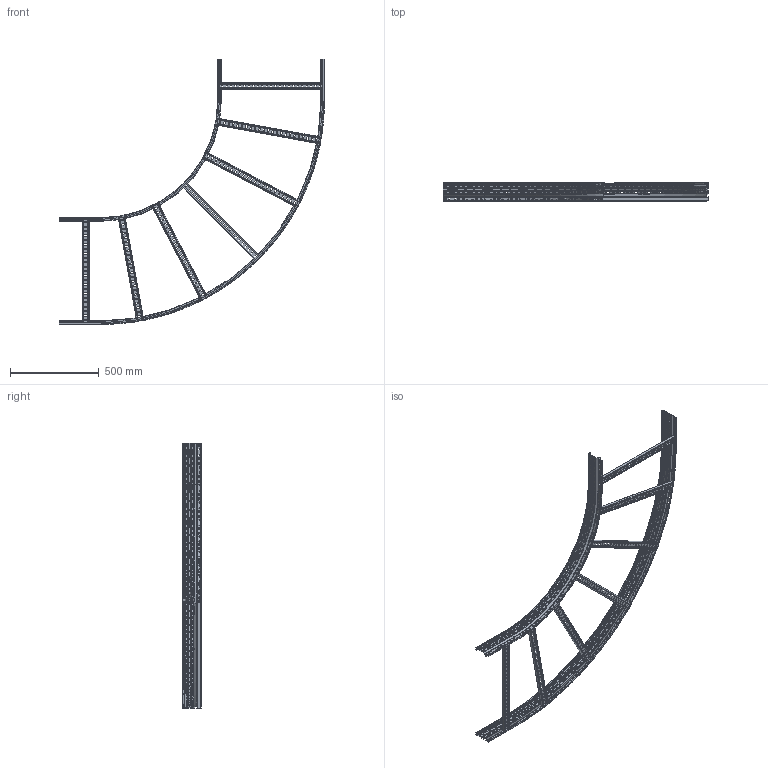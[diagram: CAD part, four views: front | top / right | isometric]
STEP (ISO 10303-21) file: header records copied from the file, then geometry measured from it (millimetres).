
FILE_DESCRIPTION (( 'STEP AP203' ), '1' );
FILE_NAME ('ULD616 (R660).STEP', '2015-03-30T12:58:56', ( '' ), ( '' ), 'SwSTEP 2.0', 'SolidWorks 2014', '' );
FILE_SCHEMA (( 'CONFIG_CONTROL_DESIGN' ));
Products named in the file (4): 呧翲歑鍙 碴麔謥臇鴇 100 R660; 呧翲歑鍙  縺賾緱鴇 90 H=100 2擤 R660_600; ULD616 (R660); Traversino 39x19x1.5_1_600:(1,5)
Assembly tree (9 placements, depth 2):
  ULD616 (R660)
    Traversino 39x19x1.5_1_600:(1,5)  x7
    呧翲歑鍙 碴麔謥臇鴇 100 R660
    呧翲歑鍙  縺賾緱鴇 90 H=100 2擤 R660_600
Bounding box: 1493.13 x 102.99 x 1493.13 mm (x, y, z)
Volume: 1777075.6 mm3; surface area: 2053323.5 mm2
Topology: 9 solids, 9 shells, 5534 faces, 15634 edges, 10184 vertices
Faces by surface type: plane 2654, cylinder 2464, bspline 352, torus 56, cone 8
Entity records: 162878 total; most frequent: CARTESIAN_POINT 68968, ORIENTED_EDGE 21140, DIRECTION 16610, EDGE_CURVE 10570, VERTEX_POINT 6968, AXIS2_PLACEMENT_3D 5740, VECTOR 5130, LINE 5130
